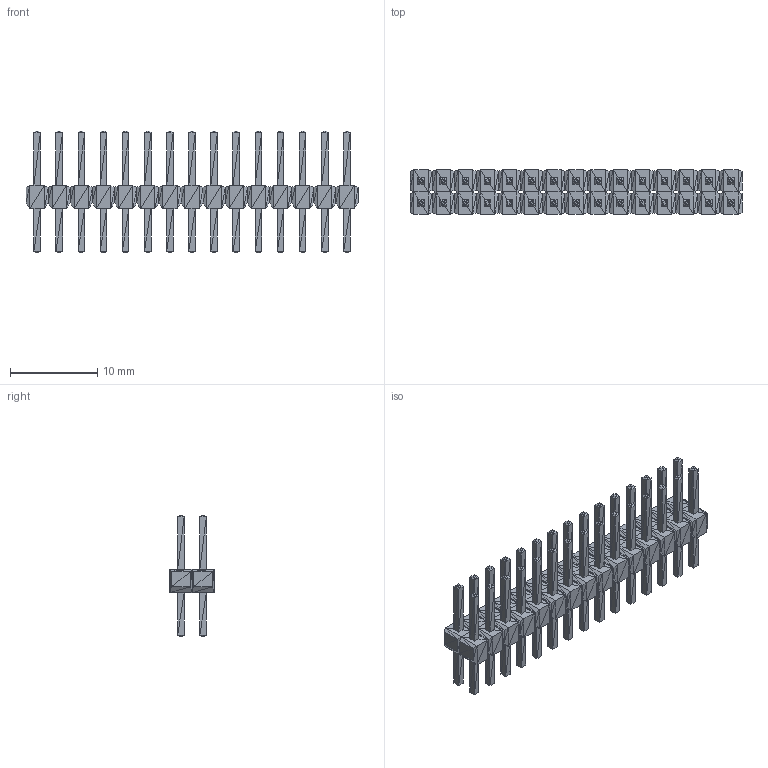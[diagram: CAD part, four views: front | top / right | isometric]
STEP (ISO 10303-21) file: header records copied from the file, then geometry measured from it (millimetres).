
FILE_DESCRIPTION(('STEP AP214'),'1');
FILE_NAME('67996-130HLF','2018-09-24T21:11:10',(''),(''),'','','');
FILE_SCHEMA(('AUTOMOTIVE_DESIGN'));
Length unit declared in the file: millimetre
Products named in the file (1): product
Bounding box: 38.1 x 5.08 x 13.97 mm (x, y, z)
Surface area: 2131.9 mm2 (no closed solid volume)
Topology: 0 solids, 2040 shells, 2040 faces, 6120 edges, 6120 vertices
Faces by surface type: plane 2040
Entity records: 67379 total; most frequent: CARTESIAN_POINT 14281, DIRECTION 10202, ORIENTED_EDGE 6120, EDGE_CURVE 6120, VERTEX_POINT 6120, LINE 6120, VECTOR 6120, AXIS2_PLACEMENT_3D 2041
